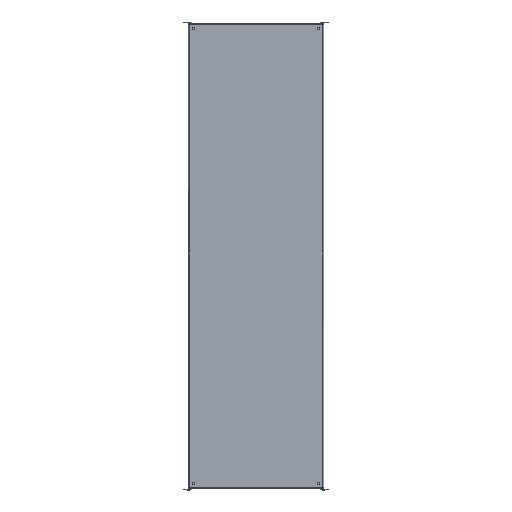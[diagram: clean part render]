
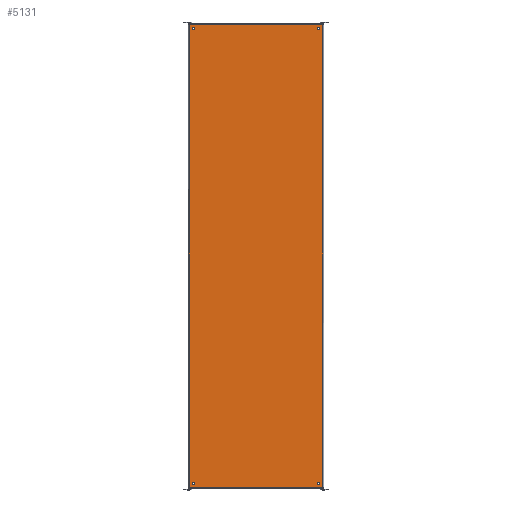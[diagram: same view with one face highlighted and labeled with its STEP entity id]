
A CAD part, top view. The second image highlights one B-rep face of the part: STEP entity #5131.
In plain terms, the highlighted planar face has unit normal (0, 0, 1).
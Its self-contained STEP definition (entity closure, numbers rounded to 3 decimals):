
#76 = LINE ( 'NONE', #1474, #557 ) ;
#135 = VERTEX_POINT ( 'NONE', #5521 ) ;
#136 = CARTESIAN_POINT ( 'NONE',  ( 244.5, -889.5, 0. ) ) ;
#148 = FACE_BOUND ( 'NONE', #5471, .T. ) ;
#156 = DIRECTION ( 'NONE',  ( 1., 0., 0. ) ) ;
#230 = CIRCLE ( 'NONE', #1614, 3.5 ) ;
#274 = CARTESIAN_POINT ( 'NONE',  ( -261.5, -904.5, 0. ) ) ;
#306 = DIRECTION ( 'NONE',  ( -1., 0., 0. ) ) ;
#326 = EDGE_LOOP ( 'NONE', ( #2433, #1894 ) ) ;
#399 = CARTESIAN_POINT ( 'NONE',  ( -261.5, 904.5, 0. ) ) ;
#443 = VERTEX_POINT ( 'NONE', #1877 ) ;
#455 = DIRECTION ( 'NONE',  ( 0., 0., 1. ) ) ;
#552 = FACE_BOUND ( 'NONE', #4537, .T. ) ;
#557 = VECTOR ( 'NONE', #4040, 1000. ) ;
#612 = DIRECTION ( 'NONE',  ( -1., 0., 0. ) ) ;
#629 = EDGE_CURVE ( 'NONE', #4449, #3687, #5333, .T. ) ;
#745 = ORIENTED_EDGE ( 'NONE', *, *, #2436, .T. ) ;
#757 = CARTESIAN_POINT ( 'NONE',  ( -248., -889.5, 0. ) ) ;
#778 = CARTESIAN_POINT ( 'NONE',  ( -261.793, -904.5, 0. ) ) ;
#829 = DIRECTION ( 'NONE',  ( 1., 0., 0. ) ) ;
#926 = VERTEX_POINT ( 'NONE', #2654 ) ;
#970 = EDGE_CURVE ( 'NONE', #2309, #443, #2574, .T. ) ;
#1041 = CIRCLE ( 'NONE', #3378, 3.5 ) ;
#1100 = CARTESIAN_POINT ( 'NONE',  ( -241., -889.5, 0. ) ) ;
#1124 = VERTEX_POINT ( 'NONE', #1226 ) ;
#1226 = CARTESIAN_POINT ( 'NONE',  ( -241., 889.5, 0. ) ) ;
#1269 = VERTEX_POINT ( 'NONE', #3963 ) ;
#1322 = VECTOR ( 'NONE', #5228, 1000. ) ;
#1474 = CARTESIAN_POINT ( 'NONE',  ( -261.5, 904.793, 0. ) ) ;
#1479 = DIRECTION ( 'NONE',  ( 0., 0., 1. ) ) ;
#1552 = DIRECTION ( 'NONE',  ( 0., 0., 1. ) ) ;
#1614 = AXIS2_PLACEMENT_3D ( 'NONE', #5695, #2212, #4810 ) ;
#1623 = EDGE_CURVE ( 'NONE', #135, #5316, #3468, .T. ) ;
#1843 = AXIS2_PLACEMENT_3D ( 'NONE', #5606, #2085, #3032 ) ;
#1877 = CARTESIAN_POINT ( 'NONE',  ( 241., -889.5, 0. ) ) ;
#1894 = ORIENTED_EDGE ( 'NONE', *, *, #5557, .F. ) ;
#1957 = DIRECTION ( 'NONE',  ( 1., 0., 0. ) ) ;
#2015 = PLANE ( 'NONE',  #4683 ) ;
#2019 = ORIENTED_EDGE ( 'NONE', *, *, #3221, .T. ) ;
#2047 = AXIS2_PLACEMENT_3D ( 'NONE', #2073, #5552, #3402 ) ;
#2073 = CARTESIAN_POINT ( 'NONE',  ( -244.5, -889.5, 0. ) ) ;
#2074 = DIRECTION ( 'NONE',  ( 1., 0., 0. ) ) ;
#2085 = DIRECTION ( 'NONE',  ( 0., 0., 1. ) ) ;
#2160 = CARTESIAN_POINT ( 'NONE',  ( 261.5, -904.793, 0. ) ) ;
#2212 = DIRECTION ( 'NONE',  ( 0., 0., 1. ) ) ;
#2309 = VERTEX_POINT ( 'NONE', #3762 ) ;
#2317 = CARTESIAN_POINT ( 'NONE',  ( 261.793, 904.5, 0. ) ) ;
#2364 = LINE ( 'NONE', #778, #5167 ) ;
#2433 = ORIENTED_EDGE ( 'NONE', *, *, #970, .F. ) ;
#2436 = EDGE_CURVE ( 'NONE', #5128, #926, #2364, .T. ) ;
#2480 = ORIENTED_EDGE ( 'NONE', *, *, #4010, .F. ) ;
#2525 = ORIENTED_EDGE ( 'NONE', *, *, #4378, .T. ) ;
#2533 = ORIENTED_EDGE ( 'NONE', *, *, #2863, .F. ) ;
#2574 = CIRCLE ( 'NONE', #3192, 3.5 ) ;
#2577 = DIRECTION ( 'NONE',  ( 0., 0., 1. ) ) ;
#2645 = CARTESIAN_POINT ( 'NONE',  ( 244.5, -889.5, 0. ) ) ;
#2654 = CARTESIAN_POINT ( 'NONE',  ( 261.5, -904.5, 0. ) ) ;
#2669 = ORIENTED_EDGE ( 'NONE', *, *, #3277, .F. ) ;
#2863 = EDGE_CURVE ( 'NONE', #5316, #135, #4967, .T. ) ;
#2867 = VERTEX_POINT ( 'NONE', #399 ) ;
#2902 = CARTESIAN_POINT ( 'NONE',  ( 244.5, 889.5, 0. ) ) ;
#2934 = DIRECTION ( 'NONE',  ( 1., 0., 0. ) ) ;
#3029 = FACE_BOUND ( 'NONE', #326, .T. ) ;
#3032 = DIRECTION ( 'NONE',  ( 1., 0., 0. ) ) ;
#3078 = AXIS2_PLACEMENT_3D ( 'NONE', #2902, #1552, #2934 ) ;
#3081 = ORIENTED_EDGE ( 'NONE', *, *, #629, .F. ) ;
#3145 = CIRCLE ( 'NONE', #3322, 3.5 ) ;
#3192 = AXIS2_PLACEMENT_3D ( 'NONE', #136, #1479, #156 ) ;
#3203 = EDGE_CURVE ( 'NONE', #3988, #1124, #1041, .T. ) ;
#3221 = EDGE_CURVE ( 'NONE', #926, #1269, #4417, .T. ) ;
#3236 = VECTOR ( 'NONE', #612, 1000. ) ;
#3264 = CARTESIAN_POINT ( 'NONE',  ( 241., 889.5, 0. ) ) ;
#3277 = EDGE_CURVE ( 'NONE', #3687, #4449, #230, .T. ) ;
#3322 = AXIS2_PLACEMENT_3D ( 'NONE', #3700, #5478, #1957 ) ;
#3378 = AXIS2_PLACEMENT_3D ( 'NONE', #5205, #2577, #829 ) ;
#3402 = DIRECTION ( 'NONE',  ( 1., 0., 0. ) ) ;
#3468 = CIRCLE ( 'NONE', #3078, 3.5 ) ;
#3687 = VERTEX_POINT ( 'NONE', #757 ) ;
#3700 = CARTESIAN_POINT ( 'NONE',  ( -244.5, 889.5, 0. ) ) ;
#3732 = ORIENTED_EDGE ( 'NONE', *, *, #3203, .F. ) ;
#3762 = CARTESIAN_POINT ( 'NONE',  ( 248., -889.5, 0. ) ) ;
#3873 = ORIENTED_EDGE ( 'NONE', *, *, #3930, .T. ) ;
#3930 = EDGE_CURVE ( 'NONE', #1269, #2867, #4414, .T. ) ;
#3963 = CARTESIAN_POINT ( 'NONE',  ( 261.5, 904.5, 0. ) ) ;
#3988 = VERTEX_POINT ( 'NONE', #4610 ) ;
#4010 = EDGE_CURVE ( 'NONE', #1124, #3988, #3145, .T. ) ;
#4040 = DIRECTION ( 'NONE',  ( 0., -1., 0. ) ) ;
#4181 = CARTESIAN_POINT ( 'NONE',  ( 0., 0., 0. ) ) ;
#4194 = FACE_OUTER_BOUND ( 'NONE', #5573, .T. ) ;
#4378 = EDGE_CURVE ( 'NONE', #2867, #5128, #76, .T. ) ;
#4414 = LINE ( 'NONE', #2317, #3236 ) ;
#4417 = LINE ( 'NONE', #2160, #1322 ) ;
#4425 = EDGE_LOOP ( 'NONE', ( #3081, #2669 ) ) ;
#4449 = VERTEX_POINT ( 'NONE', #1100 ) ;
#4537 = EDGE_LOOP ( 'NONE', ( #5134, #2533 ) ) ;
#4610 = CARTESIAN_POINT ( 'NONE',  ( -248., 889.5, 0. ) ) ;
#4683 = AXIS2_PLACEMENT_3D ( 'NONE', #4181, #5136, #306 ) ;
#4810 = DIRECTION ( 'NONE',  ( 1., 0., 0. ) ) ;
#4872 = DIRECTION ( 'NONE',  ( 1., 0., 0. ) ) ;
#4967 = CIRCLE ( 'NONE', #1843, 3.5 ) ;
#5025 = AXIS2_PLACEMENT_3D ( 'NONE', #2645, #455, #4872 ) ;
#5086 = FACE_BOUND ( 'NONE', #4425, .T. ) ;
#5128 = VERTEX_POINT ( 'NONE', #274 ) ;
#5131 = ADVANCED_FACE ( 'NONE', ( #148, #552, #3029, #5086, #4194 ), #2015, .F. ) ;
#5134 = ORIENTED_EDGE ( 'NONE', *, *, #1623, .F. ) ;
#5136 = DIRECTION ( 'NONE',  ( 0., 0., -1. ) ) ;
#5167 = VECTOR ( 'NONE', #2074, 1000. ) ;
#5205 = CARTESIAN_POINT ( 'NONE',  ( -244.5, 889.5, 0. ) ) ;
#5228 = DIRECTION ( 'NONE',  ( 0., 1., 0. ) ) ;
#5316 = VERTEX_POINT ( 'NONE', #3264 ) ;
#5333 = CIRCLE ( 'NONE', #2047, 3.5 ) ;
#5436 = CIRCLE ( 'NONE', #5025, 3.5 ) ;
#5471 = EDGE_LOOP ( 'NONE', ( #2480, #3732 ) ) ;
#5478 = DIRECTION ( 'NONE',  ( 0., 0., 1. ) ) ;
#5521 = CARTESIAN_POINT ( 'NONE',  ( 248., 889.5, 0. ) ) ;
#5552 = DIRECTION ( 'NONE',  ( 0., 0., 1. ) ) ;
#5557 = EDGE_CURVE ( 'NONE', #443, #2309, #5436, .T. ) ;
#5573 = EDGE_LOOP ( 'NONE', ( #745, #2019, #3873, #2525 ) ) ;
#5606 = CARTESIAN_POINT ( 'NONE',  ( 244.5, 889.5, 0. ) ) ;
#5695 = CARTESIAN_POINT ( 'NONE',  ( -244.5, -889.5, 0. ) ) ;
